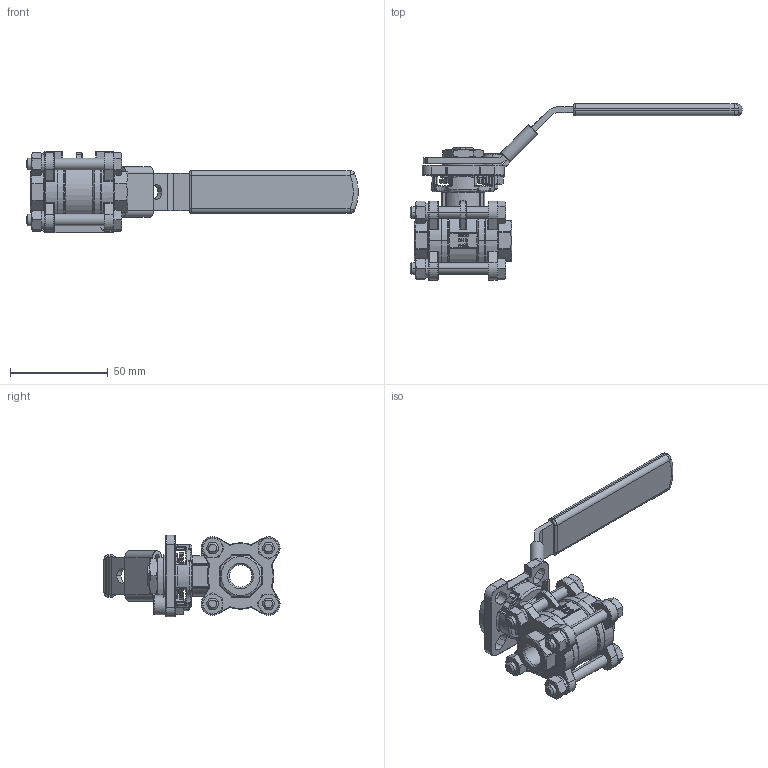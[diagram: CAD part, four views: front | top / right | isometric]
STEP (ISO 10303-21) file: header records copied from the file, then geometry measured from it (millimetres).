
FILE_DESCRIPTION (( 'STEP AP214' ), '1' );
FILE_NAME ('K3-014-0IG-4 Kugelhahn 1801.STEP', '2018-01-03T08:37:41', ( '' ), ( '' ), 'SwSTEP 2.0', 'SolidWorks 2016', '' );
FILE_SCHEMA (( 'AUTOMOTIVE_DESIGN' ));
Length unit declared in the file: millimetre
Products named in the file (1): K3-014-0IG-4 Kugelhahn 1801
Bounding box: 170.17 x 90.22 x 42 mm (x, y, z)
Volume: 76626.2 mm3; surface area: 31627.1 mm2
Topology: 1 solids, 9 shells, 1766 faces, 4311 edges, 2543 vertices
Faces by surface type: plane 528, cylinder 424, bspline 354, torus 275, cone 143, sphere 42
Entity records: 70075 total; most frequent: CARTESIAN_POINT 27225, ORIENTED_EDGE 8490, DIRECTION 7658, EDGE_CURVE 4245, AXIS2_PLACEMENT_3D 2981, VERTEX_POINT 2543, EDGE_LOOP 1862, ADVANCED_FACE 1766
